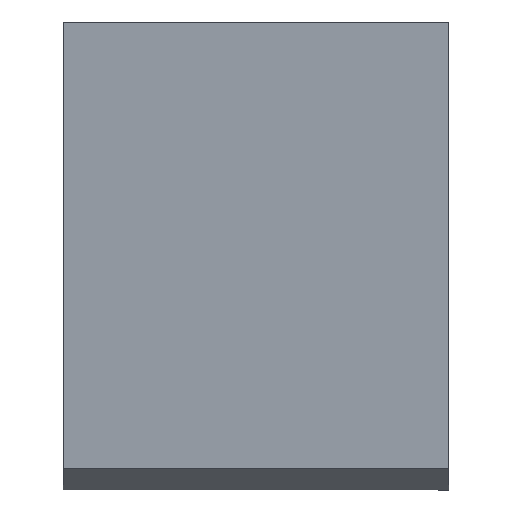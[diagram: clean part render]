
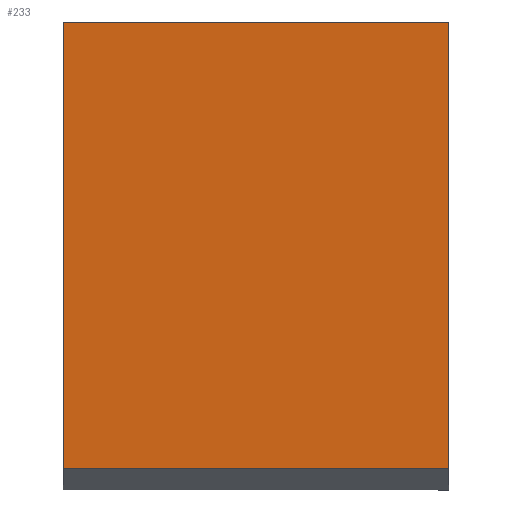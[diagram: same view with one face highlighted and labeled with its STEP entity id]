
A CAD part, left-side view. The second image highlights one B-rep face of the part: STEP entity #233.
In plain terms, the highlighted planar face has unit normal (-0.998, 0, -0.067).
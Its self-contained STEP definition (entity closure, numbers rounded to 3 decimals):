
#23=FACE_OUTER_BOUND('',#36,.T.);
#36=EDGE_LOOP('',(#184,#185,#186,#187));
#59=LINE('',#361,#89);
#63=LINE('',#369,#93);
#64=LINE('',#371,#94);
#65=LINE('',#372,#95);
#89=VECTOR('',#298,10.);
#93=VECTOR('',#304,10.);
#94=VECTOR('',#305,10.);
#95=VECTOR('',#306,10.);
#114=VERTEX_POINT('',#358);
#115=VERTEX_POINT('',#360);
#118=VERTEX_POINT('',#368);
#119=VERTEX_POINT('',#370);
#139=EDGE_CURVE('',#114,#115,#59,.T.);
#143=EDGE_CURVE('',#118,#114,#63,.T.);
#144=EDGE_CURVE('',#119,#118,#64,.T.);
#145=EDGE_CURVE('',#115,#119,#65,.T.);
#184=ORIENTED_EDGE('',*,*,#143,.F.);
#185=ORIENTED_EDGE('',*,*,#144,.F.);
#186=ORIENTED_EDGE('',*,*,#145,.F.);
#187=ORIENTED_EDGE('',*,*,#139,.F.);
#220=PLANE('',#260);
#233=ADVANCED_FACE('',(#23),#220,.T.);
#260=AXIS2_PLACEMENT_3D('',#367,#302,#303);
#298=DIRECTION('',(0.067,0.,-0.998));
#302=DIRECTION('center_axis',(-0.998,0.,-0.067));
#303=DIRECTION('ref_axis',(-0.067,0.,0.998));
#304=DIRECTION('',(0.,-1.,0.));
#305=DIRECTION('',(-0.067,0.,0.998));
#306=DIRECTION('',(0.,1.,0.));
#358=CARTESIAN_POINT('',(-145.827,-75.,187.));
#360=CARTESIAN_POINT('',(-134.253,-75.,13.401));
#361=CARTESIAN_POINT('',(-148.493,-75.,227.));
#367=CARTESIAN_POINT('Origin',(-134.253,0.,13.401));
#368=CARTESIAN_POINT('',(-145.827,75.,187.));
#369=CARTESIAN_POINT('',(-145.827,0.,187.));
#370=CARTESIAN_POINT('',(-134.253,75.,13.401));
#371=CARTESIAN_POINT('',(-148.493,75.,227.));
#372=CARTESIAN_POINT('',(-134.253,0.,13.401));
